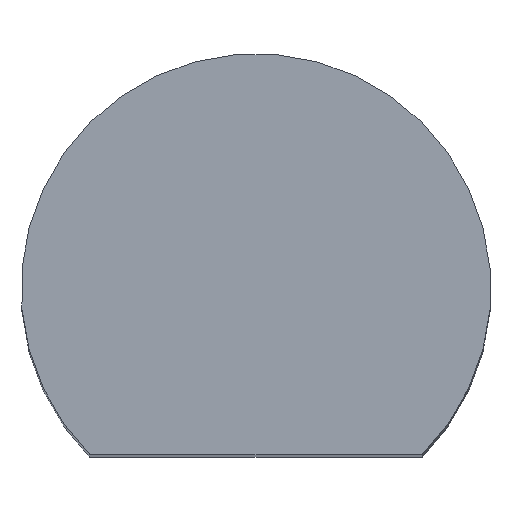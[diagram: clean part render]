
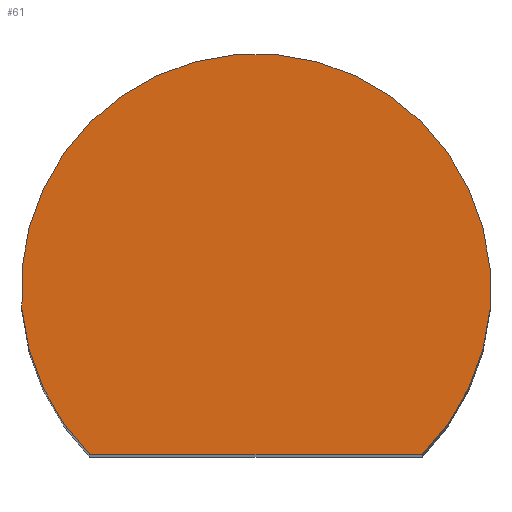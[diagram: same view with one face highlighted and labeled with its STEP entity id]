
A CAD part, top view. The second image highlights one B-rep face of the part: STEP entity #61.
In plain terms, the highlighted planar face has unit normal (0, 0, 1).
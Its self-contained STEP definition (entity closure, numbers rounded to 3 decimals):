
#16=PLANE('',#81);
#20=FACE_OUTER_BOUND('',#24,.T.);
#24=EDGE_LOOP('',(#54,#55));
#29=LINE('',#113,#33);
#33=VECTOR('',#96,10.);
#35=CIRCLE('',#79,0.76);
#38=VERTEX_POINT('',#106);
#39=VERTEX_POINT('',#108);
#42=EDGE_CURVE('',#39,#38,#35,.T.);
#45=EDGE_CURVE('',#38,#39,#29,.T.);
#54=ORIENTED_EDGE('',*,*,#45,.T.);
#55=ORIENTED_EDGE('',*,*,#42,.T.);
#61=ADVANCED_FACE('',(#20),#16,.T.);
#79=AXIS2_PLACEMENT_3D('',#109,#90,#91);
#81=AXIS2_PLACEMENT_3D('',#114,#97,#98);
#90=DIRECTION('center_axis',(0.,0.,1.));
#91=DIRECTION('ref_axis',(1.,0.,0.));
#96=DIRECTION('',(1.,0.,0.));
#97=DIRECTION('center_axis',(0.,0.,1.));
#98=DIRECTION('ref_axis',(1.,0.,0.));
#106=CARTESIAN_POINT('',(-0.537,-0.537,4.9));
#108=CARTESIAN_POINT('',(0.537,-0.537,4.9));
#109=CARTESIAN_POINT('Origin',(0.,0.,4.9));
#113=CARTESIAN_POINT('',(-0.537,-0.537,4.9));
#114=CARTESIAN_POINT('Origin',(0.,0.111,4.9));
